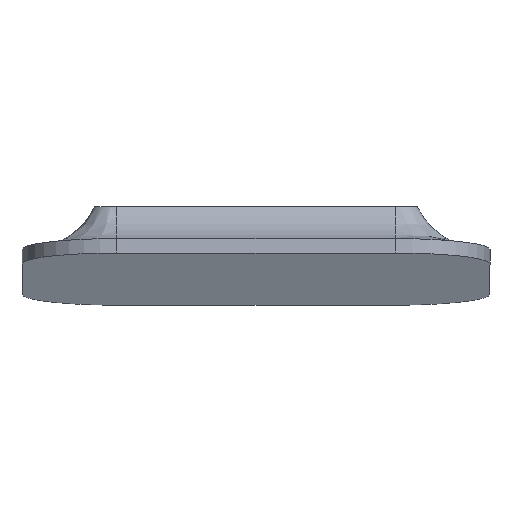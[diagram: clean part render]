
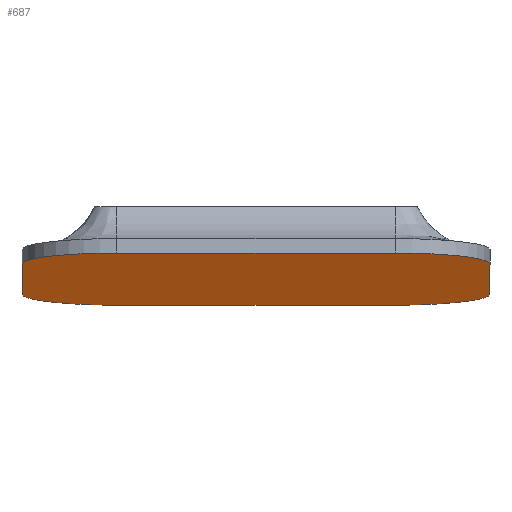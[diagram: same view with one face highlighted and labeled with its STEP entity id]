
A CAD part, front view. The second image highlights one B-rep face of the part: STEP entity #687.
In plain terms, the highlighted planar face has unit normal (0, -0.117, -0.993).
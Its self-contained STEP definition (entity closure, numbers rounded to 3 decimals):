
#32=PLANE('',#764);
#91=FACE_OUTER_BOUND('',#130,.T.);
#130=EDGE_LOOP('',(#632,#633,#634,#635,#636,#637,#638,#639));
#179=LINE('',#1452,#238);
#182=LINE('',#1460,#241);
#185=LINE('',#1468,#244);
#188=LINE('',#1476,#247);
#238=VECTOR('',#917,10.);
#241=VECTOR('',#926,10.);
#244=VECTOR('',#935,10.);
#247=VECTOR('',#944,10.);
#275=CIRCLE('',#754,13.);
#276=CIRCLE('',#757,13.);
#277=CIRCLE('',#760,13.);
#278=CIRCLE('',#763,13.);
#335=VERTEX_POINT('',#1449);
#336=VERTEX_POINT('',#1451);
#337=VERTEX_POINT('',#1455);
#338=VERTEX_POINT('',#1459);
#339=VERTEX_POINT('',#1463);
#340=VERTEX_POINT('',#1467);
#341=VERTEX_POINT('',#1471);
#342=VERTEX_POINT('',#1475);
#427=EDGE_CURVE('',#336,#335,#179,.T.);
#429=EDGE_CURVE('',#337,#336,#275,.T.);
#431=EDGE_CURVE('',#338,#337,#182,.T.);
#433=EDGE_CURVE('',#339,#338,#276,.T.);
#435=EDGE_CURVE('',#340,#339,#185,.T.);
#437=EDGE_CURVE('',#341,#340,#277,.T.);
#439=EDGE_CURVE('',#342,#341,#188,.T.);
#441=EDGE_CURVE('',#335,#342,#278,.T.);
#632=ORIENTED_EDGE('',*,*,#441,.T.);
#633=ORIENTED_EDGE('',*,*,#439,.T.);
#634=ORIENTED_EDGE('',*,*,#437,.T.);
#635=ORIENTED_EDGE('',*,*,#435,.T.);
#636=ORIENTED_EDGE('',*,*,#433,.T.);
#637=ORIENTED_EDGE('',*,*,#431,.T.);
#638=ORIENTED_EDGE('',*,*,#429,.T.);
#639=ORIENTED_EDGE('',*,*,#427,.T.);
#687=ADVANCED_FACE('',(#91),#32,.T.);
#754=AXIS2_PLACEMENT_3D('',#1456,#921,#922);
#757=AXIS2_PLACEMENT_3D('',#1464,#930,#931);
#760=AXIS2_PLACEMENT_3D('',#1472,#939,#940);
#763=AXIS2_PLACEMENT_3D('',#1479,#948,#949);
#764=AXIS2_PLACEMENT_3D('',#1480,#950,#951);
#917=DIRECTION('',(-1.,0.,0.));
#921=DIRECTION('center_axis',(0.,-0.117,
-0.993));
#922=DIRECTION('ref_axis',(1.,0.,0.));
#926=DIRECTION('',(0.,-0.993,0.117));
#930=DIRECTION('center_axis',(0.,-0.117,-0.993));
#931=DIRECTION('ref_axis',(0.,0.993,-0.117));
#935=DIRECTION('',(1.,0.,0.));
#939=DIRECTION('center_axis',(0.,-0.117,-0.993));
#940=DIRECTION('ref_axis',(-1.,0.,0.));
#944=DIRECTION('',(0.,0.993,-0.117));
#948=DIRECTION('center_axis',(0.,-0.117,-0.993));
#949=DIRECTION('ref_axis',(0.,-0.993,0.117));
#950=DIRECTION('center_axis',(0.,-0.117,-0.993));
#951=DIRECTION('ref_axis',(1.,0.,0.));
#1449=CARTESIAN_POINT('',(47.741,-143.55,-14.502));
#1451=CARTESIAN_POINT('',(86.085,-143.55,-14.502));
#1452=CARTESIAN_POINT('',(86.085,-143.55,-14.502));
#1455=CARTESIAN_POINT('',(99.085,-130.639,-16.019));
#1456=CARTESIAN_POINT('Origin',(86.085,-130.639,-16.019));
#1459=CARTESIAN_POINT('',(99.085,-95.477,-20.149));
#1460=CARTESIAN_POINT('',(99.085,-95.477,-20.149));
#1463=CARTESIAN_POINT('',(86.085,-82.566,-21.666));
#1464=CARTESIAN_POINT('Origin',(86.085,-95.477,-20.149));
#1467=CARTESIAN_POINT('',(47.741,-82.566,-21.666));
#1468=CARTESIAN_POINT('',(47.741,-82.566,-21.666));
#1471=CARTESIAN_POINT('',(34.741,-95.477,-20.149));
#1472=CARTESIAN_POINT('Origin',(47.741,-95.477,-20.149));
#1475=CARTESIAN_POINT('',(34.741,-130.639,-16.019));
#1476=CARTESIAN_POINT('',(34.741,-130.639,-16.019));
#1479=CARTESIAN_POINT('Origin',(47.741,-130.639,-16.019));
#1480=CARTESIAN_POINT('Origin',(66.913,-113.058,-18.084));
